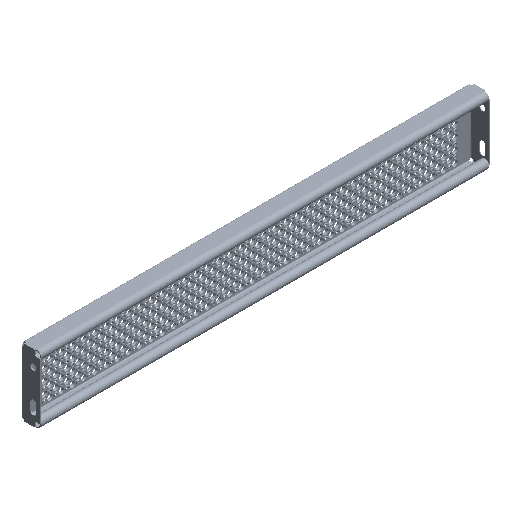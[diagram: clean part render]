
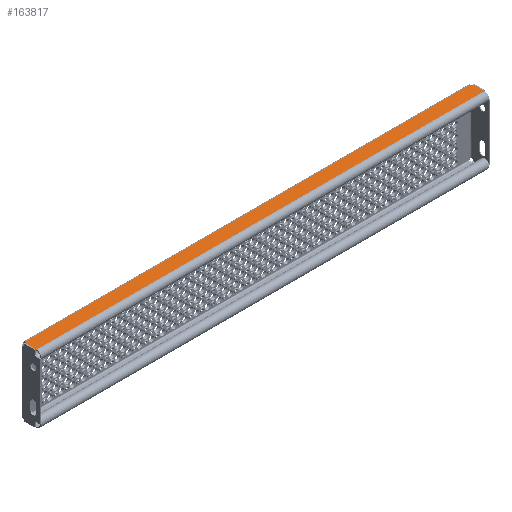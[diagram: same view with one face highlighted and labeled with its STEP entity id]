
A CAD part, isometric view. The second image highlights one B-rep face of the part: STEP entity #163817.
In plain terms, the highlighted planar face has unit normal (0, 0, 1).
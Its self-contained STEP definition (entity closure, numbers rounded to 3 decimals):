
#14563 = EDGE_LOOP ( 'NONE', ( #20958, #20965, #20953, #20962, #20968, #20975 ) ) ;
#15177 = EDGE_CURVE ( 'NONE', #165748, #165747, #101161, .T. ) ;
#15190 = EDGE_CURVE ( 'NONE', #165750, #165751, #101164, .T. ) ;
#15194 = EDGE_CURVE ( 'NONE', #165754, #165756, #101168, .T. ) ;
#15198 = EDGE_CURVE ( 'NONE', #165756, #165751, #105669, .T. ) ;
#15199 = EDGE_CURVE ( 'NONE', #165747, #165754, #101170, .T. ) ;
#15200 = EDGE_CURVE ( 'NONE', #165750, #165748, #105667, .T. ) ;
#20953 = ORIENTED_EDGE ( 'NONE', *, *, #15198, .T. ) ;
#20958 = ORIENTED_EDGE ( 'NONE', *, *, #15199, .T. ) ;
#20962 = ORIENTED_EDGE ( 'NONE', *, *, #15190, .F. ) ;
#20965 = ORIENTED_EDGE ( 'NONE', *, *, #15194, .T. ) ;
#20968 = ORIENTED_EDGE ( 'NONE', *, *, #15200, .T. ) ;
#20975 = ORIENTED_EDGE ( 'NONE', *, *, #15177, .T. ) ;
#101161 = LINE ( 'NONE', #105190, #105655 ) ;
#101164 = LINE ( 'NONE', #105280, #105658 ) ;
#101168 = LINE ( 'NONE', #105288, #105663 ) ;
#101170 = LINE ( 'NONE', #105301, #105672 ) ;
#104254 = AXIS2_PLACEMENT_3D ( 'NONE', #107346, #107347, #107348 ) ;
#105190 = CARTESIAN_POINT ( 'NONE',  ( -497.99, -7.185, 75. ) ) ;
#105191 = DIRECTION ( 'NONE',  ( 0., -1., 0. ) ) ;
#105280 = CARTESIAN_POINT ( 'NONE',  ( -499., -4., 75. ) ) ;
#105281 = DIRECTION ( 'NONE',  ( 1., 0., 0. ) ) ;
#105288 = CARTESIAN_POINT ( 'NONE',  ( 497.99, -7.185, 75. ) ) ;
#105289 = DIRECTION ( 'NONE',  ( 0., 1., 0. ) ) ;
#105298 = CARTESIAN_POINT ( 'NONE',  ( 499., -2.288, 75. ) ) ;
#105299 = DIRECTION ( 'NONE',  ( 0., 0., -1. ) ) ;
#105300 = DIRECTION ( 'NONE',  ( 0., -1., 0. ) ) ;
#105301 = CARTESIAN_POINT ( 'NONE',  ( -497.99, -32.498, 75. ) ) ;
#105302 = DIRECTION ( 'NONE',  ( 1., 0., 0. ) ) ;
#105303 = CARTESIAN_POINT ( 'NONE',  ( -499., -2.288, 75. ) ) ;
#105304 = DIRECTION ( 'NONE',  ( 0., 0., -1. ) ) ;
#105305 = DIRECTION ( 'NONE',  ( 0., -1., 0. ) ) ;
#105655 = VECTOR ( 'NONE', #105191, 1000. ) ;
#105658 = VECTOR ( 'NONE', #105281, 1000. ) ;
#105663 = VECTOR ( 'NONE', #105289, 1000. ) ;
#105667 = CIRCLE ( 'NONE', #105673, 5. ) ;
#105669 = CIRCLE ( 'NONE', #105670, 5. ) ;
#105670 = AXIS2_PLACEMENT_3D ( 'NONE', #105298, #105299, #105300 ) ;
#105672 = VECTOR ( 'NONE', #105302, 1000. ) ;
#105673 = AXIS2_PLACEMENT_3D ( 'NONE', #105303, #105304, #105305 ) ;
#107345 = PLANE ( 'NONE',  #104254 ) ;
#107346 = CARTESIAN_POINT ( 'NONE',  ( -499., 145.712, 75. ) ) ;
#107347 = DIRECTION ( 'NONE',  ( 0., 0., 1. ) ) ;
#107348 = DIRECTION ( 'NONE',  ( 0., -1., 0. ) ) ;
#108946 = FACE_OUTER_BOUND ( 'NONE', #14563, .T. ) ;
#113083 = CARTESIAN_POINT ( 'NONE',  ( -497.99, -32.498, 75. ) ) ;
#113084 = CARTESIAN_POINT ( 'NONE',  ( -497.99, -7.185, 75. ) ) ;
#113086 = CARTESIAN_POINT ( 'NONE',  ( -494.302, -4., 75. ) ) ;
#113087 = CARTESIAN_POINT ( 'NONE',  ( 494.302, -4., 75. ) ) ;
#113090 = CARTESIAN_POINT ( 'NONE',  ( 497.99, -32.498, 75. ) ) ;
#113092 = CARTESIAN_POINT ( 'NONE',  ( 497.99, -7.185, 75. ) ) ;
#163817 = ADVANCED_FACE ( 'NONE', ( #108946 ), #107345, .T. ) ;
#165747 = VERTEX_POINT ( 'NONE', #113083 ) ;
#165748 = VERTEX_POINT ( 'NONE', #113084 ) ;
#165750 = VERTEX_POINT ( 'NONE', #113086 ) ;
#165751 = VERTEX_POINT ( 'NONE', #113087 ) ;
#165754 = VERTEX_POINT ( 'NONE', #113090 ) ;
#165756 = VERTEX_POINT ( 'NONE', #113092 ) ;
